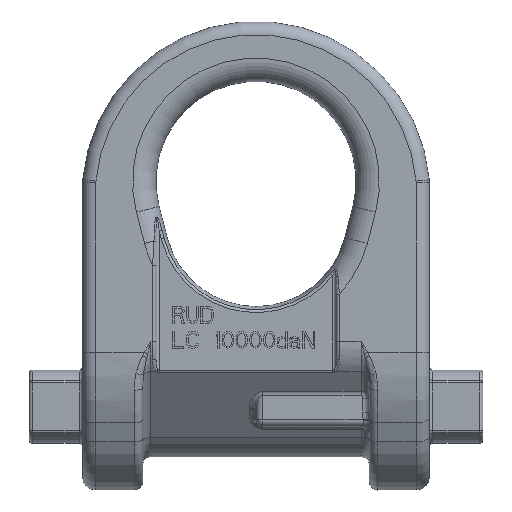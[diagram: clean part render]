
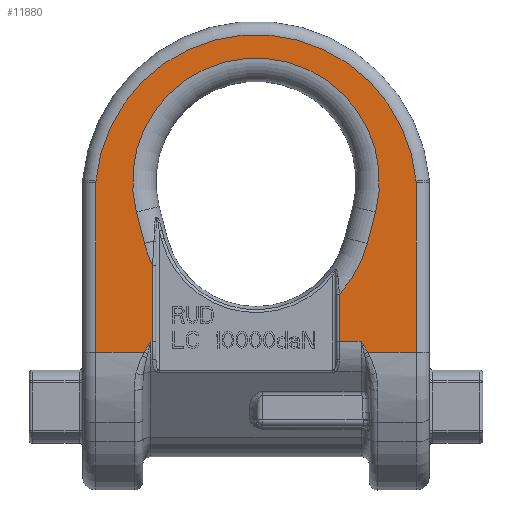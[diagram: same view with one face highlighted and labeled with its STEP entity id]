
A CAD part, top view. The second image highlights one B-rep face of the part: STEP entity #11880.
In plain terms, the highlighted planar face has unit normal (0, 0, 1).
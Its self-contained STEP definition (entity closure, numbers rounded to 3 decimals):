
#2=DIRECTION('',(1.,0.,0.));
#3=VECTOR('',#2,0.5);
#4=CARTESIAN_POINT('',(-31.5,-47.952,8.5));
#5=LINE('',#4,#3);
#6=DIRECTION('',(0.,-1.,0.));
#7=VECTOR('',#6,50.814);
#8=CARTESIAN_POINT('',(-48.,-0.421,8.5));
#9=LINE('',#8,#7);
#10=CARTESIAN_POINT('',(-42.,-0.421,8.5));
#11=DIRECTION('',(0.,0.,1.));
#12=DIRECTION('',(-0.996,0.089,0.));
#13=AXIS2_PLACEMENT_3D('',#10,#11,#12);
#15=CARTESIAN_POINT('',(0.,-4.167,8.5));
#16=DIRECTION('',(0.,0.,1.));
#17=DIRECTION('',(0.996,0.089,0.));
#18=AXIS2_PLACEMENT_3D('',#15,#16,#17);
#20=CARTESIAN_POINT('',(42.,-0.421,8.5));
#21=DIRECTION('',(0.,0.,1.));
#22=DIRECTION('',(1.,0.,0.));
#23=AXIS2_PLACEMENT_3D('',#20,#21,#22);
#25=DIRECTION('',(0.,1.,0.));
#26=VECTOR('',#25,50.814);
#27=CARTESIAN_POINT('',(48.,-51.235,8.5));
#28=LINE('',#27,#26);
#29=DIRECTION('',(1.,0.,0.));
#30=VECTOR('',#29,6.5);
#31=CARTESIAN_POINT('',(25.,-47.952,8.5));
#32=LINE('',#31,#30);
#33=DIRECTION('',(0.,-1.,0.));
#34=VECTOR('',#33,14.177);
#35=CARTESIAN_POINT('',(25.,-33.775,8.5));
#36=LINE('',#35,#34);
#37=CARTESIAN_POINT('',(0.,-10.,8.5));
#38=DIRECTION('',(0.,0.,-1.));
#39=DIRECTION('',(0.968,-0.25,0.));
#40=AXIS2_PLACEMENT_3D('',#37,#38,#39);
#42=DIRECTION('',(-0.25,-0.968,0.));
#43=VECTOR('',#42,9.682);
#44=CARTESIAN_POINT('',(35.825,-9.25,8.5));
#45=LINE('',#44,#43);
#46=CARTESIAN_POINT('',(0.,0.,8.5));
#47=DIRECTION('',(0.,0.,-1.));
#48=DIRECTION('',(-0.968,-0.25,0.));
#49=AXIS2_PLACEMENT_3D('',#46,#47,#48);
#51=DIRECTION('',(-0.25,0.968,0.));
#52=VECTOR('',#51,9.682);
#53=CARTESIAN_POINT('',(-33.404,-18.625,8.5));
#54=LINE('',#53,#52);
#55=CARTESIAN_POINT('',(0.,-10.,8.5));
#56=DIRECTION('',(0.,0.,-1.));
#57=DIRECTION('',(-0.899,-0.439,0.));
#58=AXIS2_PLACEMENT_3D('',#55,#56,#57);
#60=DIRECTION('',(0.,1.,0.));
#61=VECTOR('',#60,22.811);
#62=CARTESIAN_POINT('',(-31.,-47.952,8.5));
#63=LINE('',#62,#61);
#113=CARTESIAN_POINT('',(33.515,-51.235,8.5));
#114=CARTESIAN_POINT('',(33.292,-50.847,8.5));
#115=CARTESIAN_POINT('',(32.84,-50.09,8.5));
#116=CARTESIAN_POINT('',(32.176,-49.02,8.5));
#117=CARTESIAN_POINT('',(31.724,-48.306,8.5));
#118=CARTESIAN_POINT('',(31.5,-47.952,8.5));
#156=DIRECTION('',(1.,0.,0.));
#157=VECTOR('',#156,14.485);
#158=CARTESIAN_POINT('',(33.515,-51.235,8.5));
#159=LINE('',#158,#157);
#297=DIRECTION('',(1.,0.,0.));
#298=VECTOR('',#297,14.485);
#299=CARTESIAN_POINT('',(-48.,-51.235,8.5));
#300=LINE('',#299,#298);
#344=CARTESIAN_POINT('',(-31.5,-47.952,8.5));
#345=CARTESIAN_POINT('',(-31.724,-48.306,8.5));
#346=CARTESIAN_POINT('',(-32.175,-49.02,8.5));
#347=CARTESIAN_POINT('',(-32.84,-50.09,8.5));
#348=CARTESIAN_POINT('',(-33.292,-50.847,8.5));
#349=CARTESIAN_POINT('',(-33.515,-51.235,8.5));
#2120=CARTESIAN_POINT('',(-31.,-25.141,
8.5));
#11012=CARTESIAN_POINT('',(35.825,-9.25,8.5));
#11014=VERTEX_POINT('',#11012);
#11016=CARTESIAN_POINT('',(-35.825,-9.25,8.5));
#11018=VERTEX_POINT('',#11016);
#11020=CARTESIAN_POINT('',(-33.404,-18.625,8.5));
#11021=VERTEX_POINT('',#11020);
#11022=CARTESIAN_POINT('',(33.404,-18.625,8.5));
#11023=VERTEX_POINT('',#11022);
#11036=CARTESIAN_POINT('',(47.976,0.112,8.5));
#11037=CARTESIAN_POINT('',(-47.976,0.112,8.5));
#11038=VERTEX_POINT('',#11036);
#11039=VERTEX_POINT('',#11037);
#11056=CARTESIAN_POINT('',(-48.,-0.421,8.5));
#11057=CARTESIAN_POINT('',(-48.,-51.235,8.5));
#11058=VERTEX_POINT('',#11056);
#11059=VERTEX_POINT('',#11057);
#11132=CARTESIAN_POINT('',(48.,-51.235,8.5));
#11133=CARTESIAN_POINT('',(48.,-0.421,8.5));
#11134=VERTEX_POINT('',#11132);
#11135=VERTEX_POINT('',#11133);
#11198=VERTEX_POINT('',#2120);
#11200=CARTESIAN_POINT('',(-31.,-47.952,8.5));
#11201=VERTEX_POINT('',#11200);
#11218=CARTESIAN_POINT('',(25.,-47.952,8.5));
#11220=VERTEX_POINT('',#11218);
#11222=CARTESIAN_POINT('',(25.,-33.775,8.5));
#11223=VERTEX_POINT('',#11222);
#11243=CARTESIAN_POINT('',(33.515,-51.235,8.5));
#11245=VERTEX_POINT('',#11243);
#11247=CARTESIAN_POINT('',(-33.515,-51.235,
8.5));
#11249=VERTEX_POINT('',#11247);
#11259=CARTESIAN_POINT('',(31.5,-47.952,8.5));
#11261=VERTEX_POINT('',#11259);
#11308=CARTESIAN_POINT('',(-31.5,-47.952,8.5));
#11309=VERTEX_POINT('',#11308);
#11837=CARTESIAN_POINT('',(0.,0.,8.5));
#11838=DIRECTION('',(0.,0.,1.));
#11839=DIRECTION('',(1.,0.,0.));
#11840=AXIS2_PLACEMENT_3D('',#11837,#11838,#11839);
#11841=PLANE('',#11840);
#11843=ORIENTED_EDGE('',*,*,#11842,.F.);
#11845=ORIENTED_EDGE('',*,*,#11844,.T.);
#11847=ORIENTED_EDGE('',*,*,#11846,.F.);
#11849=ORIENTED_EDGE('',*,*,#11848,.F.);
#11851=ORIENTED_EDGE('',*,*,#11850,.F.);
#11853=ORIENTED_EDGE('',*,*,#11852,.F.);
#11855=ORIENTED_EDGE('',*,*,#11854,.F.);
#11857=ORIENTED_EDGE('',*,*,#11856,.F.);
#11859=ORIENTED_EDGE('',*,*,#11858,.F.);
#11861=ORIENTED_EDGE('',*,*,#11860,.T.);
#11863=ORIENTED_EDGE('',*,*,#11862,.F.);
#11865=ORIENTED_EDGE('',*,*,#11864,.F.);
#11867=ORIENTED_EDGE('',*,*,#11866,.F.);
#11869=ORIENTED_EDGE('',*,*,#11868,.F.);
#11871=ORIENTED_EDGE('',*,*,#11870,.F.);
#11873=ORIENTED_EDGE('',*,*,#11872,.F.);
#11875=ORIENTED_EDGE('',*,*,#11874,.F.);
#11877=ORIENTED_EDGE('',*,*,#11876,.F.);
#11878=EDGE_LOOP('',(#11843,#11845,#11847,#11849,#11851,#11853,#11855,#11857,
#11859,#11861,#11863,#11865,#11867,#11869,#11871,#11873,#11875,#11877));
#11879=FACE_OUTER_BOUND('',#11878,.F.);
#11880=ADVANCED_FACE('',(#11879),#11841,.T.);
#14=CIRCLE('',#13,6.);
#19=CIRCLE('',#18,48.167);
#24=CIRCLE('',#23,6.);
#41=CIRCLE('',#40,34.5);
#50=CIRCLE('',#49,37.);
#59=CIRCLE('',#58,34.5);
#119=B_SPLINE_CURVE_WITH_KNOTS('',3,(#113,#114,#115,#116,#117,#118),
.UNSPECIFIED.,.F.,.F.,(4,1,1,4),(0.,0.333,0.667,1.),
.UNSPECIFIED.);
#350=B_SPLINE_CURVE_WITH_KNOTS('',3,(#344,#345,#346,#347,#348,#349),
.UNSPECIFIED.,.F.,.F.,(4,1,1,4),(0.,0.333,0.667,1.),
.UNSPECIFIED.);
#11842=EDGE_CURVE('',#11309,#11201,#5,.T.);
#11844=EDGE_CURVE('',#11309,#11249,#350,.T.);
#11846=EDGE_CURVE('',#11059,#11249,#300,.T.);
#11848=EDGE_CURVE('',#11058,#11059,#9,.T.);
#11850=EDGE_CURVE('',#11039,#11058,#14,.T.);
#11852=EDGE_CURVE('',#11038,#11039,#19,.T.);
#11854=EDGE_CURVE('',#11135,#11038,#24,.T.);
#11856=EDGE_CURVE('',#11134,#11135,#28,.T.);
#11858=EDGE_CURVE('',#11245,#11134,#159,.T.);
#11860=EDGE_CURVE('',#11245,#11261,#119,.T.);
#11862=EDGE_CURVE('',#11220,#11261,#32,.T.);
#11864=EDGE_CURVE('',#11223,#11220,#36,.T.);
#11866=EDGE_CURVE('',#11023,#11223,#41,.T.);
#11868=EDGE_CURVE('',#11014,#11023,#45,.T.);
#11870=EDGE_CURVE('',#11018,#11014,#50,.T.);
#11872=EDGE_CURVE('',#11021,#11018,#54,.T.);
#11874=EDGE_CURVE('',#11198,#11021,#59,.T.);
#11876=EDGE_CURVE('',#11201,#11198,#63,.T.);
